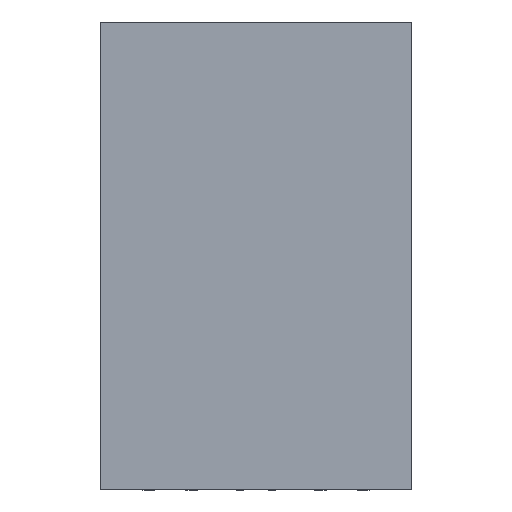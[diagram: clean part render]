
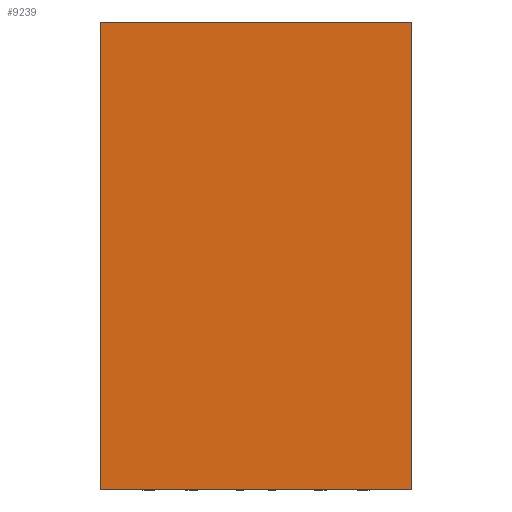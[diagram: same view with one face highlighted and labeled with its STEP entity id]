
A CAD part, top view. The second image highlights one B-rep face of the part: STEP entity #9239.
In plain terms, the highlighted face is planar.
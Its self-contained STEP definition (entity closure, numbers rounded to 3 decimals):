
#8213=DIRECTION('',(0.,0.,1.));
#8214=VECTOR('',#8213,3.);
#8215=CARTESIAN_POINT('',(-1.,0.975,-1.5));
#8216=LINE('',#8215,#8214);
#8220=DIRECTION('',(-1.,0.,0.));
#8221=VECTOR('',#8220,2.);
#8222=CARTESIAN_POINT('',(1.,0.975,-1.5));
#8223=LINE('',#8222,#8221);
#8227=DIRECTION('',(0.,0.,-1.));
#8228=VECTOR('',#8227,3.);
#8229=CARTESIAN_POINT('',(1.,0.975,1.5));
#8230=LINE('',#8229,#8228);
#8234=DIRECTION('',(1.,0.,0.));
#8235=VECTOR('',#8234,2.);
#8236=CARTESIAN_POINT('',(-1.,0.975,1.5));
#8237=LINE('',#8236,#8235);
#8640=CARTESIAN_POINT('',(-1.,0.975,-1.5));
#8641=CARTESIAN_POINT('',(-1.,0.975,1.5));
#8642=VERTEX_POINT('',#8640);
#8643=VERTEX_POINT('',#8641);
#8644=CARTESIAN_POINT('',(1.,0.975,1.5));
#8645=VERTEX_POINT('',#8644);
#8646=CARTESIAN_POINT('',(1.,0.975,-1.5));
#8647=VERTEX_POINT('',#8646);
#9228=CARTESIAN_POINT('',(0.,0.975,0.));
#9229=DIRECTION('',(0.,1.,0.));
#9230=DIRECTION('',(1.,0.,0.));
#9231=AXIS2_PLACEMENT_3D('',#9228,#9229,#9230);
#9232=PLANE('',#9231);
#9233=ORIENTED_EDGE('',*,*,#9104,.F.);
#9234=ORIENTED_EDGE('',*,*,#9153,.F.);
#9235=ORIENTED_EDGE('',*,*,#9187,.F.);
#9236=ORIENTED_EDGE('',*,*,#9069,.F.);
#9237=EDGE_LOOP('',(#9233,#9234,#9235,#9236));
#9238=FACE_OUTER_BOUND('',#9237,.F.);
#9239=ADVANCED_FACE('',(#9238),#9232,.T.);
#9069=EDGE_CURVE('',#8643,#8645,#8237,.T.);
#9104=EDGE_CURVE('',#8642,#8643,#8216,.T.);
#9153=EDGE_CURVE('',#8647,#8642,#8223,.T.);
#9187=EDGE_CURVE('',#8645,#8647,#8230,.T.);
